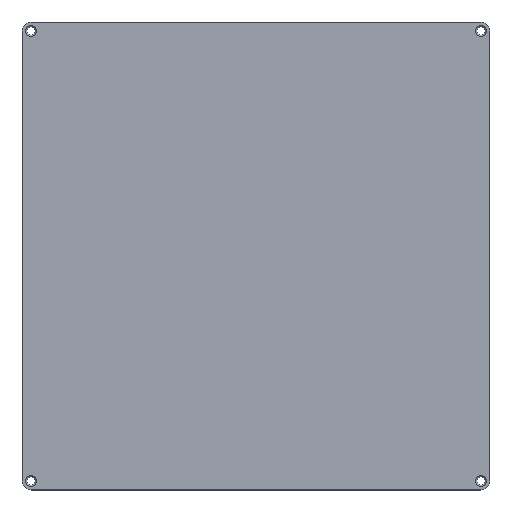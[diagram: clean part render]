
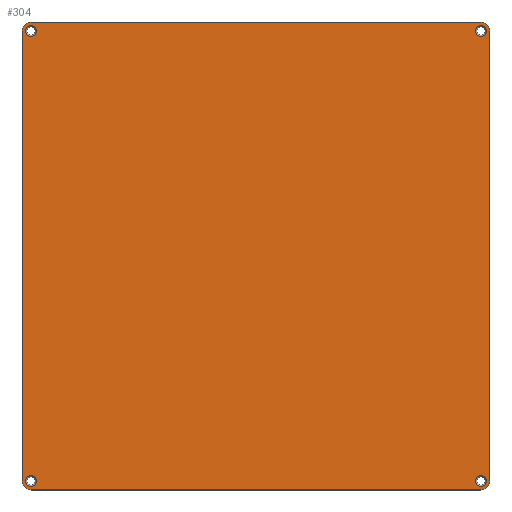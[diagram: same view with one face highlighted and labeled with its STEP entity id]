
A CAD part, top view. The second image highlights one B-rep face of the part: STEP entity #304.
In plain terms, the highlighted planar face has unit normal (0, 0, 1).
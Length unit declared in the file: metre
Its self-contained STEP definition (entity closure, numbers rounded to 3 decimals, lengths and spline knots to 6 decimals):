
#18=PLANE($,#345);
#31=FACE_BOUND($,#87,.T.);
#32=FACE_BOUND($,#88,.T.);
#33=FACE_BOUND($,#89,.T.);
#34=FACE_BOUND($,#90,.T.);
#56=FACE_OUTER_BOUND($,#86,.T.);
#86=EDGE_LOOP($,(#267,#268,#269,#270,#271,#272,#273,#274));
#87=EDGE_LOOP($,(#275));
#88=EDGE_LOOP($,(#276));
#89=EDGE_LOOP($,(#277));
#90=EDGE_LOOP($,(#278));
#100=LINE($,#511,#116);
#104=LINE($,#517,#120);
#105=LINE($,#519,#121);
#106=LINE($,#521,#122);
#116=VECTOR($,#423,0.1198);
#120=VECTOR($,#431,0.1198);
#121=VECTOR($,#434,0.1198);
#122=VECTOR($,#437,0.1198);
#124=CIRCLE($,#310,0.0025);
#126=CIRCLE($,#313,0.0025);
#128=CIRCLE($,#316,0.0025);
#130=CIRCLE($,#319,0.0025);
#131=CIRCLE($,#321,0.0015);
#134=CIRCLE($,#326,0.0015);
#137=CIRCLE($,#331,0.0015);
#140=CIRCLE($,#336,0.0015);
#145=VERTEX_POINT($,#445);
#146=VERTEX_POINT($,#447);
#149=VERTEX_POINT($,#454);
#150=VERTEX_POINT($,#456);
#153=VERTEX_POINT($,#463);
#154=VERTEX_POINT($,#465);
#157=VERTEX_POINT($,#472);
#158=VERTEX_POINT($,#474);
#159=VERTEX_POINT($,#478);
#162=VERTEX_POINT($,#486);
#165=VERTEX_POINT($,#494);
#168=VERTEX_POINT($,#502);
#173=EDGE_CURVE($,#145,#146,#124,.T.);
#177=EDGE_CURVE($,#149,#150,#126,.T.);
#181=EDGE_CURVE($,#153,#154,#128,.T.);
#185=EDGE_CURVE($,#157,#158,#130,.T.);
#187=EDGE_CURVE($,#159,#159,#131,.T.);
#190=EDGE_CURVE($,#162,#162,#134,.T.);
#193=EDGE_CURVE($,#165,#165,#137,.T.);
#196=EDGE_CURVE($,#168,#168,#140,.T.);
#200=EDGE_CURVE($,#154,#157,#100,.T.);
#204=EDGE_CURVE($,#146,#153,#104,.T.);
#205=EDGE_CURVE($,#158,#149,#105,.T.);
#206=EDGE_CURVE($,#150,#145,#106,.T.);
#267=ORIENTED_EDGE($,*,*,#185,.F.);
#268=ORIENTED_EDGE($,*,*,#200,.F.);
#269=ORIENTED_EDGE($,*,*,#181,.F.);
#270=ORIENTED_EDGE($,*,*,#204,.F.);
#271=ORIENTED_EDGE($,*,*,#173,.F.);
#272=ORIENTED_EDGE($,*,*,#206,.F.);
#273=ORIENTED_EDGE($,*,*,#177,.F.);
#274=ORIENTED_EDGE($,*,*,#205,.F.);
#275=ORIENTED_EDGE($,*,*,#196,.T.);
#276=ORIENTED_EDGE($,*,*,#193,.T.);
#277=ORIENTED_EDGE($,*,*,#190,.T.);
#278=ORIENTED_EDGE($,*,*,#187,.T.);
#304=ADVANCED_FACE($,(#56,#31,#32,#33,#34),#18,.T.);
#310=AXIS2_PLACEMENT_3D($,#448,#353,#354);
#313=AXIS2_PLACEMENT_3D($,#457,#361,#362);
#316=AXIS2_PLACEMENT_3D($,#466,#369,#370);
#319=AXIS2_PLACEMENT_3D($,#475,#377,#378);
#321=AXIS2_PLACEMENT_3D($,#479,#382,#383);
#326=AXIS2_PLACEMENT_3D($,#487,#392,#393);
#331=AXIS2_PLACEMENT_3D($,#495,#402,#403);
#336=AXIS2_PLACEMENT_3D($,#503,#412,#413);
#345=AXIS2_PLACEMENT_3D($,#522,#438,#439);
#353=DIRECTION('center_axis',(0.,0.,
-1.));
#354=DIRECTION('ref_axis',(-0.707,-0.707,0.));
#361=DIRECTION('center_axis',(0.,0.,-1.));
#362=DIRECTION('ref_axis',(0.707,-0.707,0.));
#369=DIRECTION('center_axis',(0.,0.,-1.));
#370=DIRECTION('ref_axis',(-0.707,0.707,0.));
#377=DIRECTION('center_axis',(0.,0.,-1.));
#378=DIRECTION('ref_axis',(0.707,0.707,0.));
#382=DIRECTION('center_axis',(0.,0.,
-1.));
#383=DIRECTION('ref_axis',(-1.,0.,0.));
#392=DIRECTION('center_axis',(0.,0.,-1.));
#393=DIRECTION('ref_axis',(-1.,0.,0.));
#402=DIRECTION('center_axis',(0.,0.,
-1.));
#403=DIRECTION('ref_axis',(-1.,0.,0.));
#412=DIRECTION('center_axis',(0.,0.,
-1.));
#413=DIRECTION('ref_axis',(-1.,0.,0.));
#423=DIRECTION($,(1.,0.,0.));
#431=DIRECTION($,(0.,1.,0.));
#434=DIRECTION($,(0.,-1.,0.));
#437=DIRECTION($,(-1.,0.,0.));
#438=DIRECTION('center_axis',(0.,0.,
1.));
#439=DIRECTION('ref_axis',(1.,0.,0.));
#445=CARTESIAN_POINT('',(-0.05985,-0.06235,-0.05835));
#447=CARTESIAN_POINT('',(-0.06235,-0.05985,-0.05835));
#448=CARTESIAN_POINT('Origin',(-0.05985,-0.05985,-0.05835));
#454=CARTESIAN_POINT('',(0.06245,-0.05985,-0.05835));
#456=CARTESIAN_POINT('',(0.05995,-0.06235,-0.05835));
#457=CARTESIAN_POINT('Origin',(0.05995,-0.05985,-0.05835));
#463=CARTESIAN_POINT('',(-0.06235,0.05995,-0.05835));
#465=CARTESIAN_POINT('',(-0.05985,0.06245,-0.05835));
#466=CARTESIAN_POINT('Origin',(-0.05985,0.05995,-0.05835));
#472=CARTESIAN_POINT('',(0.05995,0.06245,-0.05835));
#474=CARTESIAN_POINT('',(0.06245,0.05995,-0.05835));
#475=CARTESIAN_POINT('Origin',(0.05995,0.05995,-0.05835));
#478=CARTESIAN_POINT('',(-0.05845,0.06005,-0.05835));
#479=CARTESIAN_POINT('Origin',(-0.05995,0.06005,-0.05835));
#486=CARTESIAN_POINT('',(0.06155,-0.05995,-0.05835));
#487=CARTESIAN_POINT('Origin',(0.06005,-0.05995,-0.05835));
#494=CARTESIAN_POINT('',(0.06155,0.06005,-0.05835));
#495=CARTESIAN_POINT('Origin',(0.06005,0.06005,-0.05835));
#502=CARTESIAN_POINT('',(-0.05845,-0.05995,-0.05835));
#503=CARTESIAN_POINT('Origin',(-0.05995,-0.05995,-0.05835));
#511=CARTESIAN_POINT($,(0.,0.06245,-0.05835));
#517=CARTESIAN_POINT($,(-0.06235,-0.0611,-0.05835));
#519=CARTESIAN_POINT($,(0.06245,0.,-0.05835));
#521=CARTESIAN_POINT($,(0.0611,-0.06235,-0.05835));
#522=CARTESIAN_POINT('Origin',(0.,0.,
-0.05835));
